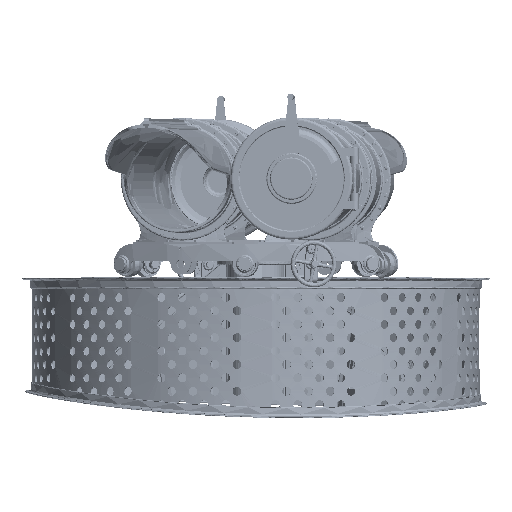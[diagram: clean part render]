
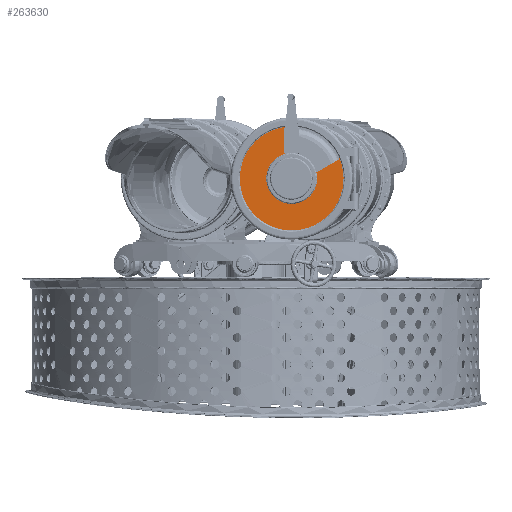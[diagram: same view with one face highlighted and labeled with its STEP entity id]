
A CAD part, top view. The second image highlights one B-rep face of the part: STEP entity #263630.
In plain terms, the highlighted free-form (B-spline) face has degree [1, 1] with [2, 2] control points.
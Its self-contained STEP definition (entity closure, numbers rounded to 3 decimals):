
#263389 = VERTEX_POINT('',#263390);
#263390 = CARTESIAN_POINT('',(530.059,122.193,
    3735.01));
#263404 = VERTEX_POINT('',#263405);
#263405 = CARTESIAN_POINT('',(532.454,129.352,
    3735.125));
#263410 = EDGE_CURVE('',#263389,#263404,#263411,.T.);
#263411 = ( BOUNDED_CURVE() B_SPLINE_CURVE(2,(#263412,#263413,#263414),
.UNSPECIFIED.,.F.,.F.) B_SPLINE_CURVE_WITH_KNOTS((3,3),(5.559,
7.007),.PIECEWISE_BEZIER_KNOTS.) CURVE() 
GEOMETRIC_REPRESENTATION_ITEM() RATIONAL_B_SPLINE_CURVE((1.,
0.749,1.)) REPRESENTATION_ITEM('') );
#263412 = CARTESIAN_POINT('',(530.059,122.193,
    3735.01));
#263413 = CARTESIAN_POINT('',(534.418,124.712,
    3735.22));
#263414 = CARTESIAN_POINT('',(532.454,129.352,
    3735.125));
#263435 = VERTEX_POINT('',#263436);
#263436 = CARTESIAN_POINT('',(391.614,42.17,
    3728.354));
#263441 = EDGE_CURVE('',#263389,#263435,#263442,.T.);
#263442 = B_SPLINE_CURVE_WITH_KNOTS('',1,(#263443,#263444),
  .UNSPECIFIED.,.F.,.F.,(2,2),(-230.446,-118.097),
  .PIECEWISE_BEZIER_KNOTS.);
#263443 = CARTESIAN_POINT('',(530.059,122.193,
    3735.01));
#263444 = CARTESIAN_POINT('',(391.614,42.17,
    3728.354));
#263457 = VERTEX_POINT('',#263458);
#263458 = CARTESIAN_POINT('',(383.305,45.508,
    3727.954));
#263470 = EDGE_CURVE('',#263457,#263435,#263471,.T.);
#263471 = ( BOUNDED_CURVE() B_SPLINE_CURVE(2,(#263472,#263473,#263474),
.UNSPECIFIED.,.F.,.F.) B_SPLINE_CURVE_WITH_KNOTS((3,3),(5.378,
7.188),.PIECEWISE_BEZIER_KNOTS.) CURVE() 
GEOMETRIC_REPRESENTATION_ITEM() RATIONAL_B_SPLINE_CURVE((1.,
0.618,1.)) REPRESENTATION_ITEM('') );
#263472 = CARTESIAN_POINT('',(383.305,45.508,
    3727.954));
#263473 = CARTESIAN_POINT('',(385.336,38.541,
    3728.052));
#263474 = CARTESIAN_POINT('',(391.614,42.17,
    3728.354));
#263496 = VERTEX_POINT('',#263497);
#263497 = CARTESIAN_POINT('',(189.102,157.76,
    3718.618));
#263521 = VERTEX_POINT('',#263522);
#263522 = CARTESIAN_POINT('',(182.06,163.296,
    3718.279));
#263534 = EDGE_CURVE('',#263521,#263496,#263535,.T.);
#263535 = ( BOUNDED_CURVE() B_SPLINE_CURVE(2,(#263536,#263537,#263538),
.UNSPECIFIED.,.F.,.F.) B_SPLINE_CURVE_WITH_KNOTS((3,3),(5.378,
7.188),.PIECEWISE_BEZIER_KNOTS.) CURVE() 
GEOMETRIC_REPRESENTATION_ITEM() RATIONAL_B_SPLINE_CURVE((1.,
0.618,1.)) REPRESENTATION_ITEM('') );
#263536 = CARTESIAN_POINT('',(182.06,163.296,
    3718.279));
#263537 = CARTESIAN_POINT('',(182.06,156.038,
    3718.279));
#263538 = CARTESIAN_POINT('',(189.102,157.76,
    3718.618));
#263559 = VERTEX_POINT('',#263560);
#263560 = CARTESIAN_POINT('',(182.06,323.343,
    3718.279));
#263565 = EDGE_CURVE('',#263521,#263559,#263566,.T.);
#263566 = B_SPLINE_CURVE_WITH_KNOTS('',1,(#263567,#263568),
  .UNSPECIFIED.,.F.,.F.,(2,2),(115.735,228.085),
  .PIECEWISE_BEZIER_KNOTS.);
#263567 = CARTESIAN_POINT('',(182.06,163.296,
    3718.279));
#263568 = CARTESIAN_POINT('',(182.06,323.343,
    3718.279));
#263581 = VERTEX_POINT('',#263582);
#263582 = CARTESIAN_POINT('',(187.055,328.998,
    3718.519));
#263594 = EDGE_CURVE('',#263581,#263559,#263595,.T.);
#263595 = ( BOUNDED_CURVE() B_SPLINE_CURVE(2,(#263596,#263597,#263598),
.UNSPECIFIED.,.F.,.F.) B_SPLINE_CURVE_WITH_KNOTS((3,3),(5.559,
7.007),.PIECEWISE_BEZIER_KNOTS.) CURVE() 
GEOMETRIC_REPRESENTATION_ITEM() RATIONAL_B_SPLINE_CURVE((1.,
0.749,1.)) REPRESENTATION_ITEM('') );
#263596 = CARTESIAN_POINT('',(187.055,328.998,
    3718.519));
#263597 = CARTESIAN_POINT('',(182.06,328.381,
    3718.279));
#263598 = CARTESIAN_POINT('',(182.06,323.343,
    3718.279));
#263630 = ADVANCED_FACE('',(#263631),#263671,.T.);
#263631 = FACE_BOUND('',#263632,.T.);
#263632 = EDGE_LOOP('',(#263633,#263634,#263635,#263643,#263651,#263652,
    #263653,#263654,#263664,#263670));
#263633 = ORIENTED_EDGE('',*,*,#263441,.T.);
#263634 = ORIENTED_EDGE('',*,*,#263470,.F.);
#263635 = ORIENTED_EDGE('',*,*,#263636,.T.);
#263636 = EDGE_CURVE('',#263457,#263637,#263639,.T.);
#263637 = VERTEX_POINT('',#263638);
#263638 = CARTESIAN_POINT('',(389.804,0.,
    3728.267));
#263639 = ( BOUNDED_CURVE() B_SPLINE_CURVE(2,(#263640,#263641,#263642),
.UNSPECIFIED.,.F.,.F.) B_SPLINE_CURVE_WITH_KNOTS((3,3),(5.999,
6.283),.PIECEWISE_BEZIER_KNOTS.) CURVE() 
GEOMETRIC_REPRESENTATION_ITEM() RATIONAL_B_SPLINE_CURVE((1.,
0.99,1.)) REPRESENTATION_ITEM('') );
#263640 = CARTESIAN_POINT('',(383.305,45.508,
    3727.954));
#263641 = CARTESIAN_POINT('',(389.804,23.219,
    3728.267));
#263642 = CARTESIAN_POINT('',(389.804,0.,
    3728.267));
#263643 = ORIENTED_EDGE('',*,*,#263644,.T.);
#263644 = EDGE_CURVE('',#263637,#263496,#263645,.T.);
#263645 = ( BOUNDED_CURVE() B_SPLINE_CURVE(2,(#263646,#263647,#263648,
#263649,#263650),.UNSPECIFIED.,.F.,.F.) B_SPLINE_CURVE_WITH_KNOTS((3,2,3
),(0.,2.236,4.473),.PIECEWISE_BEZIER_KNOTS.) CURVE() 
GEOMETRIC_REPRESENTATION_ITEM() RATIONAL_B_SPLINE_CURVE((1.,
0.437,1.,0.437,1.)) REPRESENTATION_ITEM('') );
#263646 = CARTESIAN_POINT('',(389.804,0.,
    3728.267));
#263647 = CARTESIAN_POINT('',(389.804,-333.977,
    3728.267));
#263648 = CARTESIAN_POINT('',(127.421,-127.733,
    3715.652));
#263649 = CARTESIAN_POINT('',(-134.962,78.511,
    3703.037));
#263650 = CARTESIAN_POINT('',(189.102,157.76,
    3718.618));
#263651 = ORIENTED_EDGE('',*,*,#263534,.F.);
#263652 = ORIENTED_EDGE('',*,*,#263565,.T.);
#263653 = ORIENTED_EDGE('',*,*,#263594,.F.);
#263654 = ORIENTED_EDGE('',*,*,#263655,.F.);
#263655 = EDGE_CURVE('',#263656,#263581,#263658,.T.);
#263656 = VERTEX_POINT('',#263657);
#263657 = CARTESIAN_POINT('',(558.702,0.,
    3736.387));
#263658 = ( BOUNDED_CURVE() B_SPLINE_CURVE(2,(#263659,#263660,#263661,
#263662,#263663),.UNSPECIFIED.,.F.,.F.) B_SPLINE_CURVE_WITH_KNOTS((3,2,3
),(0.,2.295,4.59),.PIECEWISE_BEZIER_KNOTS.) CURVE() 
GEOMETRIC_REPRESENTATION_ITEM() RATIONAL_B_SPLINE_CURVE((1.,
0.411,1.,0.411,1.)) REPRESENTATION_ITEM('') );
#263659 = CARTESIAN_POINT('',(558.702,0.,
    3736.387));
#263660 = CARTESIAN_POINT('',(558.702,-735.607,
    3736.387));
#263661 = CARTESIAN_POINT('',(8.263,-248.335,
    3709.923));
#263662 = CARTESIAN_POINT('',(-542.176,238.937,
    3683.459));
#263663 = CARTESIAN_POINT('',(187.055,328.998,
    3718.519));
#263664 = ORIENTED_EDGE('',*,*,#263665,.F.);
#263665 = EDGE_CURVE('',#263404,#263656,#263666,.T.);
#263666 = ( BOUNDED_CURVE() B_SPLINE_CURVE(2,(#263667,#263668,#263669),
.UNSPECIFIED.,.F.,.F.) B_SPLINE_CURVE_WITH_KNOTS((3,3),(5.882,
6.283),.PIECEWISE_BEZIER_KNOTS.) CURVE() 
GEOMETRIC_REPRESENTATION_ITEM() RATIONAL_B_SPLINE_CURVE((1.,
0.98,1.)) REPRESENTATION_ITEM('') );
#263667 = CARTESIAN_POINT('',(532.454,129.352,
    3735.125));
#263668 = CARTESIAN_POINT('',(558.702,67.345,
    3736.387));
#263669 = CARTESIAN_POINT('',(558.702,0.,
    3736.387));
#263670 = ORIENTED_EDGE('',*,*,#263410,.F.);
#263671 = B_SPLINE_SURFACE_WITH_KNOTS('',1,1,(
    (#263672,#263673)
    ,(#263674,#263675
    )),.UNSPECIFIED.,.F.,.F.,.F.,(2,2),(2,2),(-232.7,232.7),(
    0.,463.649),.PIECEWISE_BEZIER_KNOTS.);
#263672 = CARTESIAN_POINT('',(-103.517,-331.492,
    3704.549));
#263673 = CARTESIAN_POINT('',(-103.517,328.998,
    3704.549));
#263674 = CARTESIAN_POINT('',(558.702,-331.492,
    3736.387));
#263675 = CARTESIAN_POINT('',(558.702,328.998,
    3736.387));
